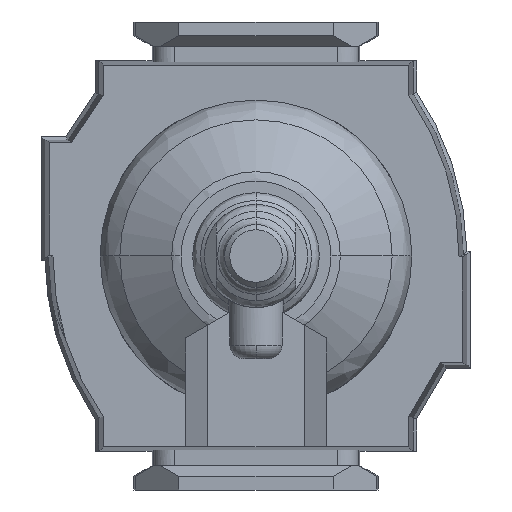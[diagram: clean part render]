
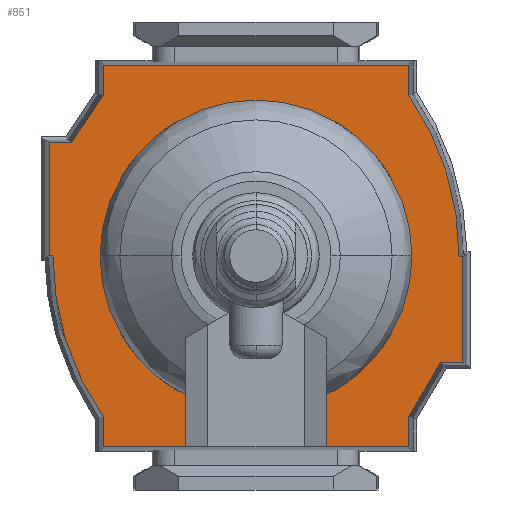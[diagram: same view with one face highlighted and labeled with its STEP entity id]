
A CAD part, front view. The second image highlights one B-rep face of the part: STEP entity #851.
In plain terms, the highlighted planar face has unit normal (0, -1, 0).
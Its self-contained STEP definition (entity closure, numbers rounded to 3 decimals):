
#53 = VECTOR ( 'NONE', #5336, 1000. ) ;
#91 = ORIENTED_EDGE ( 'NONE', *, *, #9781, .F. ) ;
#157 = LINE ( 'NONE', #223, #483 ) ;
#180 = EDGE_CURVE ( 'NONE', #745, #7355, #3568, .T. ) ;
#185 = EDGE_CURVE ( 'NONE', #4055, #8012, #7055, .T. ) ;
#205 = EDGE_CURVE ( 'NONE', #3230, #12084, #546, .T. ) ;
#210 = LINE ( 'NONE', #11652, #2129 ) ;
#223 = CARTESIAN_POINT ( 'NONE',  ( 23.383, -38.5, -22.2 ) ) ;
#237 = ORIENTED_EDGE ( 'NONE', *, *, #1402, .F. ) ;
#418 = CARTESIAN_POINT ( 'NONE',  ( -0.1, -38.5, -29.5 ) ) ;
#483 = VECTOR ( 'NONE', #1700, 1000. ) ;
#546 = LINE ( 'NONE', #6133, #5545 ) ;
#558 = ORIENTED_EDGE ( 'NONE', *, *, #5685, .F. ) ;
#745 = VERTEX_POINT ( 'NONE', #6448 ) ;
#851 = ADVANCED_FACE ( 'NONE', ( #875 ), #4603, .T. ) ;
#867 = EDGE_CURVE ( 'NONE', #4364, #5076, #1108, .T. ) ;
#875 = FACE_OUTER_BOUND ( 'NONE', #7237, .T. ) ;
#1100 = CARTESIAN_POINT ( 'NONE',  ( 0., -38.5, 11.6 ) ) ;
#1108 = LINE ( 'NONE', #6748, #5607 ) ;
#1157 = ORIENTED_EDGE ( 'NONE', *, *, #205, .F. ) ;
#1246 = LINE ( 'NONE', #7873, #2617 ) ;
#1402 = EDGE_CURVE ( 'NONE', #5076, #4055, #5541, .T. ) ;
#1500 = CARTESIAN_POINT ( 'NONE',  ( -23.35, -38.5, -22.2 ) ) ;
#1624 = ORIENTED_EDGE ( 'NONE', *, *, #3244, .F. ) ;
#1634 = CARTESIAN_POINT ( 'NONE',  ( -27.75, -38.5, -22.2 ) ) ;
#1700 = DIRECTION ( 'NONE',  ( -1., 0., 0. ) ) ;
#1757 = EDGE_CURVE ( 'NONE', #12084, #5473, #10809, .T. ) ;
#1830 = AXIS2_PLACEMENT_3D ( 'NONE', #7189, #3396, #2663 ) ;
#2113 = CARTESIAN_POINT ( 'NONE',  ( -23.383, -38.5, 22.2 ) ) ;
#2129 = VECTOR ( 'NONE', #5968, 1000. ) ;
#2159 = DIRECTION ( 'NONE',  ( 0., -1., 0. ) ) ;
#2189 = DIRECTION ( 'NONE',  ( 0., 0., -1. ) ) ;
#2193 = ORIENTED_EDGE ( 'NONE', *, *, #185, .F. ) ;
#2344 = DIRECTION ( 'NONE',  ( 0., 0., -1. ) ) ;
#2348 = CARTESIAN_POINT ( 'NONE',  ( 0.1, -38.5, 29.5 ) ) ;
#2551 = DIRECTION ( 'NONE',  ( -1., 0., 0. ) ) ;
#2617 = VECTOR ( 'NONE', #10735, 1000. ) ;
#2654 = EDGE_CURVE ( 'NONE', #7355, #4898, #11104, .T. ) ;
#2663 = DIRECTION ( 'NONE',  ( 0., 0., 1. ) ) ;
#2714 = VECTOR ( 'NONE', #5519, 1000. ) ;
#2868 = ORIENTED_EDGE ( 'NONE', *, *, #8972, .F. ) ;
#2902 = VERTEX_POINT ( 'NONE', #11796 ) ;
#3033 = CARTESIAN_POINT ( 'NONE',  ( 16.5, -38.5, 26.8 ) ) ;
#3225 = DIRECTION ( 'NONE',  ( -0.863, 0., 0.506 ) ) ;
#3230 = VERTEX_POINT ( 'NONE', #5973 ) ;
#3244 = EDGE_CURVE ( 'NONE', #10374, #745, #8863, .T. ) ;
#3396 = DIRECTION ( 'NONE',  ( 0., 1., 0. ) ) ;
#3568 = LINE ( 'NONE', #8907, #53 ) ;
#3685 = VECTOR ( 'NONE', #9831, 1000. ) ;
#3740 = CARTESIAN_POINT ( 'NONE',  ( 16.5, -38.5, 26.8 ) ) ;
#3743 = EDGE_CURVE ( 'NONE', #4743, #9556, #11495, .T. ) ;
#3784 = CARTESIAN_POINT ( 'NONE',  ( 0., -38.5, -11.6 ) ) ;
#3795 = LINE ( 'NONE', #10208, #5845 ) ;
#3811 = CARTESIAN_POINT ( 'NONE',  ( 27.75, -38.5, 22.2 ) ) ;
#4055 = VERTEX_POINT ( 'NONE', #9834 ) ;
#4185 = CARTESIAN_POINT ( 'NONE',  ( -27.75, -38.5, 22.2 ) ) ;
#4223 = ORIENTED_EDGE ( 'NONE', *, *, #1757, .F. ) ;
#4364 = VERTEX_POINT ( 'NONE', #3033 ) ;
#4406 = DIRECTION ( 'NONE',  ( 0., 0., 1. ) ) ;
#4407 = VERTEX_POINT ( 'NONE', #2348 ) ;
#4603 = PLANE ( 'NONE',  #9327 ) ;
#4607 = CARTESIAN_POINT ( 'NONE',  ( 16.5, -38.5, 30. ) ) ;
#4743 = VERTEX_POINT ( 'NONE', #418 ) ;
#4776 = ORIENTED_EDGE ( 'NONE', *, *, #8183, .F. ) ;
#4799 = CARTESIAN_POINT ( 'NONE',  ( -28.86, -38.5, 31.2 ) ) ;
#4806 = ORIENTED_EDGE ( 'NONE', *, *, #10365, .F. ) ;
#4862 = ORIENTED_EDGE ( 'NONE', *, *, #180, .F. ) ;
#4898 = VERTEX_POINT ( 'NONE', #10282 ) ;
#5076 = VERTEX_POINT ( 'NONE', #10026 ) ;
#5190 = ORIENTED_EDGE ( 'NONE', *, *, #6742, .F. ) ;
#5336 = DIRECTION ( 'NONE',  ( 1., 0., 0. ) ) ;
#5393 = DIRECTION ( 'NONE',  ( 0., 1., 0. ) ) ;
#5473 = VERTEX_POINT ( 'NONE', #6407 ) ;
#5519 = DIRECTION ( 'NONE',  ( 0., 0., -1. ) ) ;
#5541 = LINE ( 'NONE', #3811, #9742 ) ;
#5545 = VECTOR ( 'NONE', #9869, 1000. ) ;
#5575 = LINE ( 'NONE', #3740, #2714 ) ;
#5607 = VECTOR ( 'NONE', #7808, 1000. ) ;
#5685 = EDGE_CURVE ( 'NONE', #5473, #10374, #9889, .T. ) ;
#5792 = VERTEX_POINT ( 'NONE', #4607 ) ;
#5829 = DIRECTION ( 'NONE',  ( 0., 0., 1. ) ) ;
#5845 = VECTOR ( 'NONE', #8211, 1000. ) ;
#5904 = DIRECTION ( 'NONE',  ( 0., 0., -1. ) ) ;
#5922 = AXIS2_PLACEMENT_3D ( 'NONE', #1100, #11279, #5829 ) ;
#5968 = DIRECTION ( 'NONE',  ( -1., 0., 0. ) ) ;
#5973 = CARTESIAN_POINT ( 'NONE',  ( -15.5, -38.5, -30. ) ) ;
#6133 = CARTESIAN_POINT ( 'NONE',  ( -15.5, -38.5, -26.8 ) ) ;
#6278 = CARTESIAN_POINT ( 'NONE',  ( -27.75, -38.5, -22.2 ) ) ;
#6308 = ORIENTED_EDGE ( 'NONE', *, *, #2654, .F. ) ;
#6315 = CARTESIAN_POINT ( 'NONE',  ( 27.75, -38.5, -22.2 ) ) ;
#6329 = EDGE_CURVE ( 'NONE', #5792, #4364, #5575, .T. ) ;
#6370 = EDGE_CURVE ( 'NONE', #4407, #2902, #3795, .T. ) ;
#6407 = CARTESIAN_POINT ( 'NONE',  ( -23.35, -38.5, -22.2 ) ) ;
#6448 = CARTESIAN_POINT ( 'NONE',  ( -27.75, -38.5, 22.2 ) ) ;
#6569 = ORIENTED_EDGE ( 'NONE', *, *, #6329, .F. ) ;
#6633 = DIRECTION ( 'NONE',  ( 1., 0., 0. ) ) ;
#6677 = VERTEX_POINT ( 'NONE', #10435 ) ;
#6742 = EDGE_CURVE ( 'NONE', #9556, #3230, #210, .T. ) ;
#6748 = CARTESIAN_POINT ( 'NONE',  ( 23.362, -38.5, 22.2 ) ) ;
#6912 = VECTOR ( 'NONE', #2344, 1000. ) ;
#7055 = LINE ( 'NONE', #6315, #6912 ) ;
#7189 = CARTESIAN_POINT ( 'NONE',  ( 0., -38.5, -11.6 ) ) ;
#7237 = EDGE_LOOP ( 'NONE', ( #558, #4223, #1157, #5190, #7609, #91, #4806, #2193, #237, #8176, #6569, #4776, #10020, #2868, #6308, #4862, #1624 ) ) ;
#7355 = VERTEX_POINT ( 'NONE', #2113 ) ;
#7609 = ORIENTED_EDGE ( 'NONE', *, *, #3743, .F. ) ;
#7808 = DIRECTION ( 'NONE',  ( 0.831, 0., -0.557 ) ) ;
#7811 = AXIS2_PLACEMENT_3D ( 'NONE', #3784, #5393, #4406 ) ;
#7839 = CARTESIAN_POINT ( 'NONE',  ( -0.1, -38.5, -30. ) ) ;
#7873 = CARTESIAN_POINT ( 'NONE',  ( 16.5, -38.5, 30. ) ) ;
#8012 = VERTEX_POINT ( 'NONE', #11039 ) ;
#8162 = CARTESIAN_POINT ( 'NONE',  ( -0.1, -38.5, -30. ) ) ;
#8176 = ORIENTED_EDGE ( 'NONE', *, *, #867, .F. ) ;
#8183 = EDGE_CURVE ( 'NONE', #2902, #5792, #1246, .T. ) ;
#8211 = DIRECTION ( 'NONE',  ( 0., 0., 1. ) ) ;
#8583 = VECTOR ( 'NONE', #2551, 1000. ) ;
#8863 = LINE ( 'NONE', #4185, #3685 ) ;
#8907 = CARTESIAN_POINT ( 'NONE',  ( -23.383, -38.5, 22.2 ) ) ;
#8972 = EDGE_CURVE ( 'NONE', #4898, #4407, #10822, .T. ) ;
#9327 = AXIS2_PLACEMENT_3D ( 'NONE', #4799, #2159, #5904 ) ;
#9556 = VERTEX_POINT ( 'NONE', #8162 ) ;
#9742 = VECTOR ( 'NONE', #6633, 1000. ) ;
#9781 = EDGE_CURVE ( 'NONE', #6677, #4743, #11180, .T. ) ;
#9831 = DIRECTION ( 'NONE',  ( 0., 0., 1. ) ) ;
#9834 = CARTESIAN_POINT ( 'NONE',  ( 27.75, -38.5, 22.2 ) ) ;
#9869 = DIRECTION ( 'NONE',  ( 0., 0., 1. ) ) ;
#9889 = LINE ( 'NONE', #6278, #8583 ) ;
#10020 = ORIENTED_EDGE ( 'NONE', *, *, #6370, .F. ) ;
#10026 = CARTESIAN_POINT ( 'NONE',  ( 23.362, -38.5, 22.2 ) ) ;
#10208 = CARTESIAN_POINT ( 'NONE',  ( 0.1, -38.5, 30. ) ) ;
#10282 = CARTESIAN_POINT ( 'NONE',  ( 0., -38.5, 29.5 ) ) ;
#10350 = VECTOR ( 'NONE', #2189, 1000. ) ;
#10365 = EDGE_CURVE ( 'NONE', #8012, #6677, #157, .T. ) ;
#10374 = VERTEX_POINT ( 'NONE', #1634 ) ;
#10435 = CARTESIAN_POINT ( 'NONE',  ( 23.383, -38.5, -22.2 ) ) ;
#10735 = DIRECTION ( 'NONE',  ( 1., 0., 0. ) ) ;
#10809 = LINE ( 'NONE', #1500, #11477 ) ;
#10822 = CIRCLE ( 'NONE', #1830, 41.1 ) ;
#11039 = CARTESIAN_POINT ( 'NONE',  ( 27.75, -38.5, -22.2 ) ) ;
#11104 = CIRCLE ( 'NONE', #7811, 41.1 ) ;
#11180 = CIRCLE ( 'NONE', #5922, 41.1 ) ;
#11279 = DIRECTION ( 'NONE',  ( 0., 1., 0. ) ) ;
#11477 = VECTOR ( 'NONE', #3225, 1000. ) ;
#11495 = LINE ( 'NONE', #7839, #10350 ) ;
#11511 = CARTESIAN_POINT ( 'NONE',  ( -15.5, -38.5, -26.8 ) ) ;
#11652 = CARTESIAN_POINT ( 'NONE',  ( -15.5, -38.5, -30. ) ) ;
#11796 = CARTESIAN_POINT ( 'NONE',  ( 0.1, -38.5, 30. ) ) ;
#12084 = VERTEX_POINT ( 'NONE', #11511 ) ;
